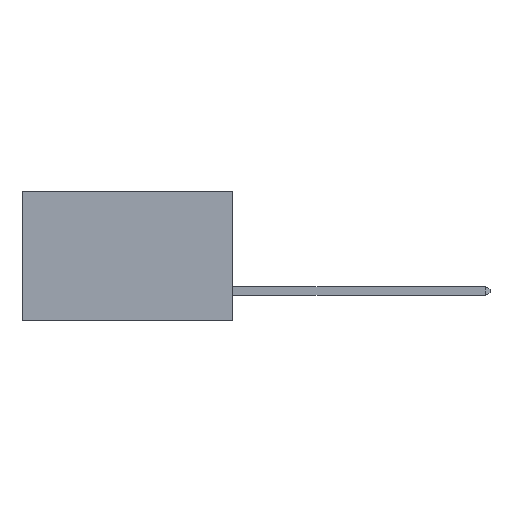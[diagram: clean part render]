
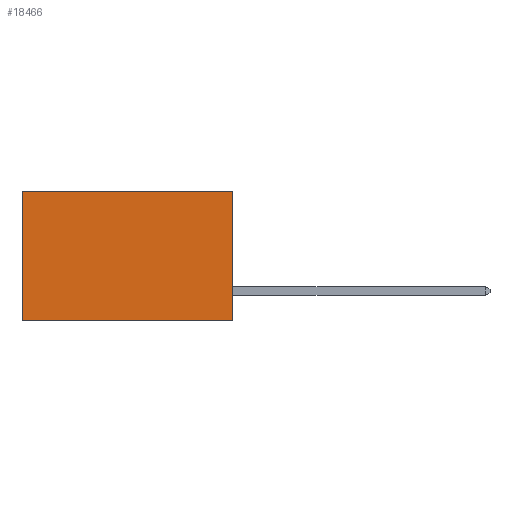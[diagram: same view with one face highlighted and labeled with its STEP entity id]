
A CAD part, left-side view. The second image highlights one B-rep face of the part: STEP entity #18466.
In plain terms, the highlighted planar face has unit normal (-1, 0, 0).
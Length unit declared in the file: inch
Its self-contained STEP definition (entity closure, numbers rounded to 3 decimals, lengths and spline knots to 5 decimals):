
#274 = VECTOR ( 'NONE', #914, 39.37008 ) ;
#348 = VERTEX_POINT ( 'NONE', #18278 ) ;
#803 = DIRECTION ( 'NONE',  ( 1., 0., 0. ) ) ;
#914 = DIRECTION ( 'NONE',  ( 0., 1., 0. ) ) ;
#1385 = VERTEX_POINT ( 'NONE', #8025 ) ;
#1994 = VECTOR ( 'NONE', #2821, 39.37008 ) ;
#2821 = DIRECTION ( 'NONE',  ( 0., 0., -1. ) ) ;
#3418 = CARTESIAN_POINT ( 'NONE',  ( 0.2875, 0., 0. ) ) ;
#4313 = ORIENTED_EDGE ( 'NONE', *, *, #7325, .T. ) ;
#4745 = VERTEX_POINT ( 'NONE', #16474 ) ;
#4836 = VERTEX_POINT ( 'NONE', #17680 ) ;
#7222 = PLANE ( 'NONE',  #8277 ) ;
#7325 = EDGE_CURVE ( 'NONE', #1385, #348, #19054, .T. ) ;
#7358 = EDGE_CURVE ( 'NONE', #4836, #4745, #14615, .T. ) ;
#7606 = DIRECTION ( 'NONE',  ( 0., 0., -1. ) ) ;
#8025 = CARTESIAN_POINT ( 'NONE',  ( 0.2875, 0.6, 0. ) ) ;
#8198 = ORIENTED_EDGE ( 'NONE', *, *, #17334, .F. ) ;
#8239 = EDGE_CURVE ( 'NONE', #4836, #1385, #9457, .T. ) ;
#8277 = AXIS2_PLACEMENT_3D ( 'NONE', #10365, #803, #11942 ) ;
#8809 = LINE ( 'NONE', #16609, #274 ) ;
#9457 = LINE ( 'NONE', #3418, #17183 ) ;
#10365 = CARTESIAN_POINT ( 'NONE',  ( 0.2875, 0., 0. ) ) ;
#10800 = ORIENTED_EDGE ( 'NONE', *, *, #8239, .T. ) ;
#11942 = DIRECTION ( 'NONE',  ( 0., 0., -1. ) ) ;
#14615 = LINE ( 'NONE', #18368, #1994 ) ;
#14971 = ORIENTED_EDGE ( 'NONE', *, *, #7358, .F. ) ;
#16474 = CARTESIAN_POINT ( 'NONE',  ( 0.2875, 0., -0.37 ) ) ;
#16609 = CARTESIAN_POINT ( 'NONE',  ( 0.2875, 0., -0.37 ) ) ;
#16951 = EDGE_LOOP ( 'NONE', ( #4313, #8198, #14971, #10800 ) ) ;
#17183 = VECTOR ( 'NONE', #18974, 39.37008 ) ;
#17334 = EDGE_CURVE ( 'NONE', #4745, #348, #8809, .T. ) ;
#17680 = CARTESIAN_POINT ( 'NONE',  ( 0.2875, 0., 0. ) ) ;
#17924 = FACE_OUTER_BOUND ( 'NONE', #16951, .T. ) ;
#18278 = CARTESIAN_POINT ( 'NONE',  ( 0.2875, 0.6, -0.37 ) ) ;
#18368 = CARTESIAN_POINT ( 'NONE',  ( 0.2875, 0., 0. ) ) ;
#18466 = ADVANCED_FACE ( 'NONE', ( #17924 ), #7222, .F. ) ;
#18974 = DIRECTION ( 'NONE',  ( 0., 1., 0. ) ) ;
#19054 = LINE ( 'NONE', #19794, #19528 ) ;
#19528 = VECTOR ( 'NONE', #7606, 39.37008 ) ;
#19794 = CARTESIAN_POINT ( 'NONE',  ( 0.2875, 0.6, 0. ) ) ;
